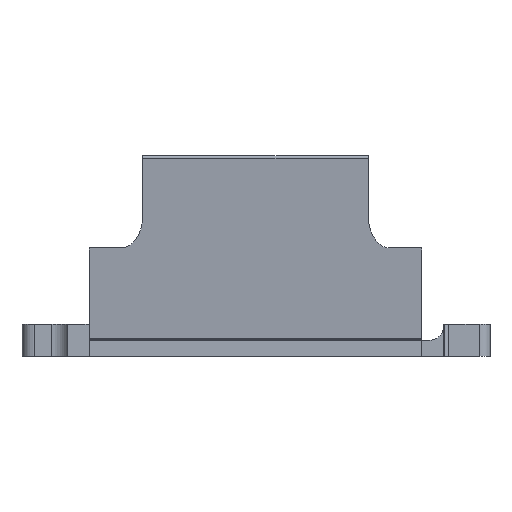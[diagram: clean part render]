
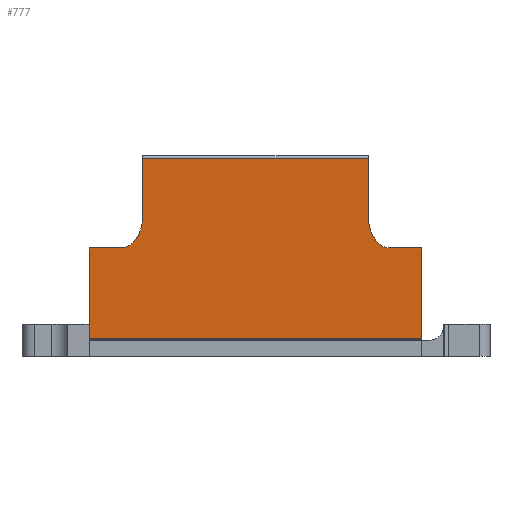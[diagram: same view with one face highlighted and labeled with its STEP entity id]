
A CAD part, front view. The second image highlights one B-rep face of the part: STEP entity #777.
In plain terms, the highlighted planar face has unit normal (0, -0.996, -0.086).
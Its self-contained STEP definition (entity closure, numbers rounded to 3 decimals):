
#46=PLANE('',#836);
#74=FACE_OUTER_BOUND('',#115,.T.);
#115=EDGE_LOOP('',(#538,#539,#540,#541,#542,#543,#544,#545,#546,#547));
#157=ELLIPSE('',#830,6.109,4.);
#159=ELLIPSE('',#837,6.109,4.);
#164=LINE('',#1162,#246);
#166=LINE('',#1168,#248);
#168=LINE('',#1174,#250);
#169=LINE('',#1176,#251);
#170=LINE('',#1178,#252);
#171=LINE('',#1180,#253);
#172=LINE('',#1182,#254);
#173=LINE('',#1185,#255);
#246=VECTOR('',#913,10.);
#248=VECTOR('',#919,10.);
#250=VECTOR('',#925,10.);
#251=VECTOR('',#926,10.);
#252=VECTOR('',#927,10.);
#253=VECTOR('',#928,10.);
#254=VECTOR('',#929,10.);
#255=VECTOR('',#932,10.);
#332=VERTEX_POINT('',#1153);
#333=VERTEX_POINT('',#1155);
#335=VERTEX_POINT('',#1161);
#337=VERTEX_POINT('',#1167);
#339=VERTEX_POINT('',#1173);
#340=VERTEX_POINT('',#1175);
#341=VERTEX_POINT('',#1177);
#342=VERTEX_POINT('',#1179);
#343=VERTEX_POINT('',#1181);
#344=VERTEX_POINT('',#1183);
#410=EDGE_CURVE('',#332,#333,#157,.T.);
#413=EDGE_CURVE('',#333,#335,#164,.T.);
#416=EDGE_CURVE('',#335,#337,#166,.T.);
#419=EDGE_CURVE('',#332,#339,#168,.T.);
#420=EDGE_CURVE('',#340,#339,#169,.T.);
#421=EDGE_CURVE('',#341,#340,#170,.T.);
#422=EDGE_CURVE('',#341,#342,#171,.T.);
#423=EDGE_CURVE('',#342,#343,#172,.T.);
#424=EDGE_CURVE('',#344,#343,#159,.T.);
#425=EDGE_CURVE('',#344,#337,#173,.T.);
#538=ORIENTED_EDGE('',*,*,#416,.F.);
#539=ORIENTED_EDGE('',*,*,#413,.F.);
#540=ORIENTED_EDGE('',*,*,#410,.F.);
#541=ORIENTED_EDGE('',*,*,#419,.T.);
#542=ORIENTED_EDGE('',*,*,#420,.F.);
#543=ORIENTED_EDGE('',*,*,#421,.F.);
#544=ORIENTED_EDGE('',*,*,#422,.T.);
#545=ORIENTED_EDGE('',*,*,#423,.T.);
#546=ORIENTED_EDGE('',*,*,#424,.F.);
#547=ORIENTED_EDGE('',*,*,#425,.T.);
#777=ADVANCED_FACE('',(#74),#46,.T.);
#830=AXIS2_PLACEMENT_3D('',#1156,#906,#907);
#836=AXIS2_PLACEMENT_3D('',#1172,#923,#924);
#837=AXIS2_PLACEMENT_3D('',#1184,#930,#931);
#906=DIRECTION('center_axis',(0.,-0.996,-0.086));
#907=DIRECTION('ref_axis',(0.,0.086,-0.996));
#913=DIRECTION('',(0.,-0.086,0.996));
#919=DIRECTION('',(1.,0.,0.));
#923=DIRECTION('center_axis',(0.,-0.996,-0.086));
#924=DIRECTION('ref_axis',(0.,-0.086,0.996));
#925=DIRECTION('',(-1.,0.,0.));
#926=DIRECTION('',(0.,-0.086,0.996));
#927=DIRECTION('',(-1.,0.,0.));
#928=DIRECTION('',(0.,-0.086,0.996));
#929=DIRECTION('',(-1.,0.,0.));
#930=DIRECTION('center_axis',(0.,-0.996,-0.086));
#931=DIRECTION('ref_axis',(0.,0.086,-0.996));
#932=DIRECTION('',(0.,-0.086,0.996));
#1153=CARTESIAN_POINT('',(-24.9,-9.061,90.802));
#1155=CARTESIAN_POINT('',(-20.9,-9.586,96.888));
#1156=CARTESIAN_POINT('Origin',(-24.9,-9.586,96.888));
#1161=CARTESIAN_POINT('',(-20.9,-10.506,107.563));
#1162=CARTESIAN_POINT('',(-20.9,-8.33,82.333));
#1167=CARTESIAN_POINT('',(21.1,-10.506,107.563));
#1168=CARTESIAN_POINT('',(31.1,-10.506,107.563));
#1172=CARTESIAN_POINT('Origin',(31.1,-7.6,73.865));
#1173=CARTESIAN_POINT('',(-30.9,-9.061,90.802));
#1174=CARTESIAN_POINT('',(31.1,-9.061,90.802));
#1175=CARTESIAN_POINT('',(-30.9,-7.6,73.865));
#1176=CARTESIAN_POINT('',(-30.9,-8.33,82.333));
#1177=CARTESIAN_POINT('',(31.1,-7.6,73.865));
#1178=CARTESIAN_POINT('',(31.1,-7.6,73.865));
#1179=CARTESIAN_POINT('',(31.1,-9.061,90.802));
#1180=CARTESIAN_POINT('',(31.1,-8.33,82.333));
#1181=CARTESIAN_POINT('',(25.1,-9.061,90.802));
#1182=CARTESIAN_POINT('',(31.1,-9.061,90.802));
#1183=CARTESIAN_POINT('',(21.1,-9.586,96.888));
#1184=CARTESIAN_POINT('Origin',(25.1,-9.586,96.888));
#1185=CARTESIAN_POINT('',(21.1,-9.23,92.771));
